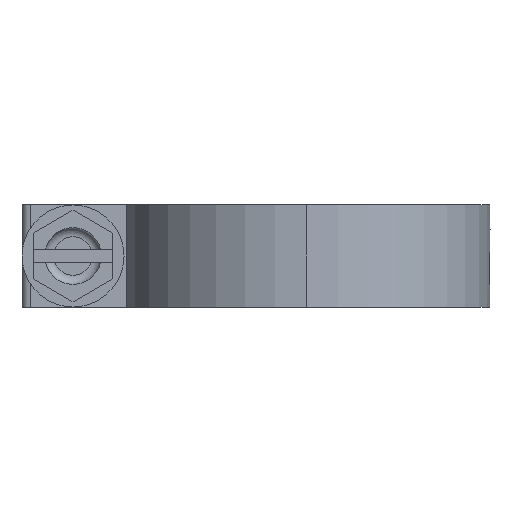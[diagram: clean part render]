
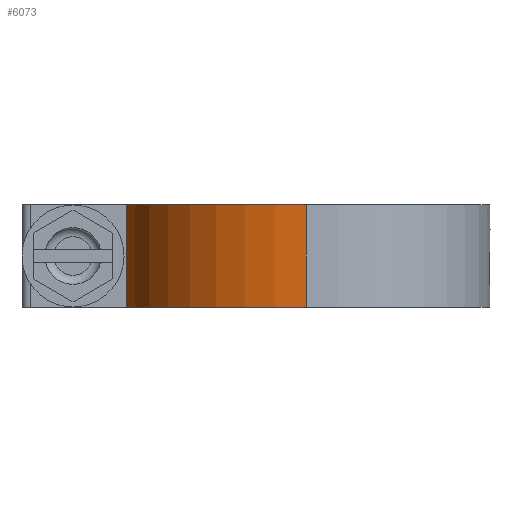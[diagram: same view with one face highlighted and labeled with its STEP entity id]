
A CAD part, left-side view. The second image highlights one B-rep face of the part: STEP entity #6073.
In plain terms, the highlighted cylindrical face has radius 16.2 mm (diameter 32.4 mm), a partial arc.
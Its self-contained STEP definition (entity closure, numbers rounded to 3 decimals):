
#50 = EDGE_CURVE ( 'NONE', #565, #2998, #4729, .T. ) ;
#93 = ORIENTED_EDGE ( 'NONE', *, *, #50, .F. ) ;
#320 = DIRECTION ( 'NONE',  ( 0., 0., -1. ) ) ;
#381 = CARTESIAN_POINT ( 'NONE',  ( 0., 0., -4.5 ) ) ;
#433 = ORIENTED_EDGE ( 'NONE', *, *, #4789, .T. ) ;
#565 = VERTEX_POINT ( 'NONE', #799 ) ;
#799 = CARTESIAN_POINT ( 'NONE',  ( -16.2, 0., -4.5 ) ) ;
#886 = AXIS2_PLACEMENT_3D ( 'NONE', #5432, #5969, #1830 ) ;
#938 = CARTESIAN_POINT ( 'NONE',  ( -16.2, 0., 4.5 ) ) ;
#986 = CIRCLE ( 'NONE', #886, 16.2 ) ;
#1149 = DIRECTION ( 'NONE',  ( 0., 0., -1. ) ) ;
#1763 = VECTOR ( 'NONE', #320, 1000. ) ;
#1796 = EDGE_CURVE ( 'NONE', #5682, #565, #5229, .T. ) ;
#1822 = VERTEX_POINT ( 'NONE', #5947 ) ;
#1830 = DIRECTION ( 'NONE',  ( 1., 0., 0. ) ) ;
#2063 = EDGE_LOOP ( 'NONE', ( #5982, #5798, #433, #93 ) ) ;
#2542 = EDGE_CURVE ( 'NONE', #5682, #1822, #986, .T. ) ;
#2570 = VECTOR ( 'NONE', #1149, 1000. ) ;
#2630 = CARTESIAN_POINT ( 'NONE',  ( -16.2, 0., 4.5 ) ) ;
#2904 = DIRECTION ( 'NONE',  ( 0., 0., -1. ) ) ;
#2957 = LINE ( 'NONE', #5015, #1763 ) ;
#2998 = VERTEX_POINT ( 'NONE', #4335 ) ;
#3490 = CYLINDRICAL_SURFACE ( 'NONE', #5351, 16.2 ) ;
#3530 = FACE_OUTER_BOUND ( 'NONE', #2063, .T. ) ;
#3533 = AXIS2_PLACEMENT_3D ( 'NONE', #381, #4030, #5528 ) ;
#4030 = DIRECTION ( 'NONE',  ( 0., 0., -1. ) ) ;
#4335 = CARTESIAN_POINT ( 'NONE',  ( -3.21, 15.879, -4.5 ) ) ;
#4546 = DIRECTION ( 'NONE',  ( -1., 0., 0. ) ) ;
#4729 = CIRCLE ( 'NONE', #3533, 16.2 ) ;
#4789 = EDGE_CURVE ( 'NONE', #1822, #2998, #2957, .T. ) ;
#5015 = CARTESIAN_POINT ( 'NONE',  ( -3.21, 15.879, 4.5 ) ) ;
#5229 = LINE ( 'NONE', #2630, #2570 ) ;
#5351 = AXIS2_PLACEMENT_3D ( 'NONE', #5622, #2904, #4546 ) ;
#5432 = CARTESIAN_POINT ( 'NONE',  ( 0., 0., 4.5 ) ) ;
#5528 = DIRECTION ( 'NONE',  ( 1., 0., 0. ) ) ;
#5622 = CARTESIAN_POINT ( 'NONE',  ( 0., 0., 4.5 ) ) ;
#5682 = VERTEX_POINT ( 'NONE', #938 ) ;
#5798 = ORIENTED_EDGE ( 'NONE', *, *, #2542, .T. ) ;
#5947 = CARTESIAN_POINT ( 'NONE',  ( -3.21, 15.879, 4.5 ) ) ;
#5969 = DIRECTION ( 'NONE',  ( 0., 0., -1. ) ) ;
#5982 = ORIENTED_EDGE ( 'NONE', *, *, #1796, .F. ) ;
#6073 = ADVANCED_FACE ( 'NONE', ( #3530 ), #3490, .T. ) ;
